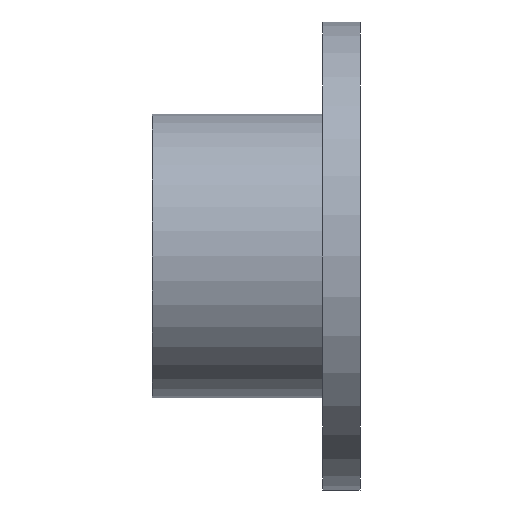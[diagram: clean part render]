
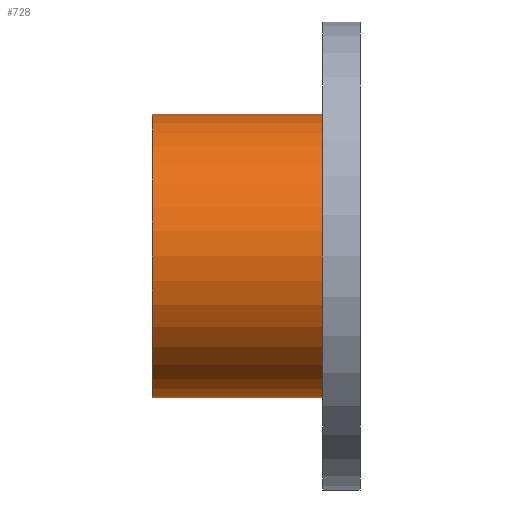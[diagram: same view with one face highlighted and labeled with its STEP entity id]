
A CAD part, left-side view. The second image highlights one B-rep face of the part: STEP entity #728.
In plain terms, the highlighted cylindrical face has radius 17.323 mm (diameter 34.646 mm), a partial arc.
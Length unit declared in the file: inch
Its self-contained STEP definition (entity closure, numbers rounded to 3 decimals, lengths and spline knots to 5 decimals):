
#35 = CIRCLE ( 'NONE', #634, 0.682 ) ;
#57 = VERTEX_POINT ( 'NONE', #1246 ) ;
#92 = CIRCLE ( 'NONE', #340, 0.682 ) ;
#115 = CARTESIAN_POINT ( 'NONE',  ( 0., 1., 0.682 ) ) ;
#264 = EDGE_CURVE ( 'NONE', #613, #1059, #1409, .T. ) ;
#284 = VECTOR ( 'NONE', #1157, 39.37008 ) ;
#308 = LINE ( 'NONE', #1051, #284 ) ;
#340 = AXIS2_PLACEMENT_3D ( 'NONE', #1170, #541, #1284 ) ;
#347 = ORIENTED_EDGE ( 'NONE', *, *, #420, .T. ) ;
#360 = EDGE_CURVE ( 'NONE', #57, #694, #308, .T. ) ;
#420 = EDGE_CURVE ( 'NONE', #613, #57, #92, .T. ) ;
#425 = ORIENTED_EDGE ( 'NONE', *, *, #452, .F. ) ;
#433 = DIRECTION ( 'NONE',  ( 0., -1., 0. ) ) ;
#450 = CARTESIAN_POINT ( 'NONE',  ( 0., 0.18, 0.682 ) ) ;
#452 = EDGE_CURVE ( 'NONE', #1059, #694, #35, .T. ) ;
#470 = CARTESIAN_POINT ( 'NONE',  ( 0., 0., 0.682 ) ) ;
#541 = DIRECTION ( 'NONE',  ( 0., -1., 0. ) ) ;
#575 = CARTESIAN_POINT ( 'NONE',  ( 0., 0., 0. ) ) ;
#605 = CYLINDRICAL_SURFACE ( 'NONE', #959, 0.682 ) ;
#613 = VERTEX_POINT ( 'NONE', #115 ) ;
#634 = AXIS2_PLACEMENT_3D ( 'NONE', #1060, #433, #1175 ) ;
#675 = FACE_OUTER_BOUND ( 'NONE', #680, .T. ) ;
#680 = EDGE_LOOP ( 'NONE', ( #826, #347, #1256, #425 ) ) ;
#686 = DIRECTION ( 'NONE',  ( 0., -1., 0. ) ) ;
#694 = VERTEX_POINT ( 'NONE', #1120 ) ;
#728 = ADVANCED_FACE ( 'NONE', ( #675 ), #605, .T. ) ;
#826 = ORIENTED_EDGE ( 'NONE', *, *, #264, .F. ) ;
#959 = AXIS2_PLACEMENT_3D ( 'NONE', #575, #686, #1205 ) ;
#1051 = CARTESIAN_POINT ( 'NONE',  ( 0., 0., -0.682 ) ) ;
#1059 = VERTEX_POINT ( 'NONE', #450 ) ;
#1060 = CARTESIAN_POINT ( 'NONE',  ( 0., 0.18, 0. ) ) ;
#1120 = CARTESIAN_POINT ( 'NONE',  ( 0., 0.18, -0.682 ) ) ;
#1157 = DIRECTION ( 'NONE',  ( 0., -1., 0. ) ) ;
#1170 = CARTESIAN_POINT ( 'NONE',  ( 0., 1., 0. ) ) ;
#1175 = DIRECTION ( 'NONE',  ( 0., 0., -1. ) ) ;
#1205 = DIRECTION ( 'NONE',  ( 0., 0., -1. ) ) ;
#1207 = DIRECTION ( 'NONE',  ( 0., -1., 0. ) ) ;
#1246 = CARTESIAN_POINT ( 'NONE',  ( 0., 1., -0.682 ) ) ;
#1256 = ORIENTED_EDGE ( 'NONE', *, *, #360, .T. ) ;
#1284 = DIRECTION ( 'NONE',  ( 0., 0., -1. ) ) ;
#1409 = LINE ( 'NONE', #470, #1449 ) ;
#1449 = VECTOR ( 'NONE', #1207, 39.37008 ) ;
